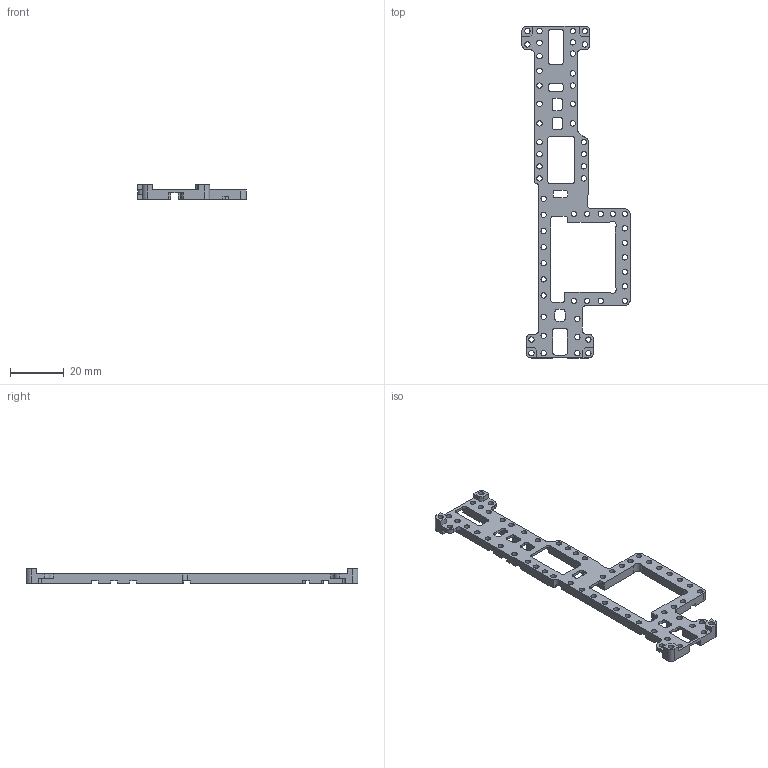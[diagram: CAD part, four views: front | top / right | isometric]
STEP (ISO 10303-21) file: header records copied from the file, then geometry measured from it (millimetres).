
FILE_DESCRIPTION(('STEP AP203'), '1');
FILE_NAME('ÊÄØÞ.741565.001 Ðàìêà Ñ', '2025-03-28T08:09:45', ('user'), (''), 'C3D Converter', 'C3D Toolkit', '');
FILE_SCHEMA(('CONFIG_CONTROL_DESIGN'));
Length unit declared in the file: millimetre
Products named in the file (1): КДШЮ.741565.001
Bounding box: 40.4 x 123.68 x 5.5 mm (x, y, z)
Volume: 4870.3 mm3; surface area: 7140.9 mm2
Topology: 1 solids, 1 shells, 333 faces, 1012 edges, 673 vertices
Faces by surface type: plane 178, cylinder 151, cone 4
Full cylindrical faces by diameter (mm): 2 x57
Entity records: 11387 total; most frequent: CARTESIAN_POINT 1958, DIRECTION 1930, ORIENTED_EDGE 1902, EDGE_CURVE 951, VERTEX_POINT 673, AXIS2_PLACEMENT_3D 645, LINE 640, VECTOR 640
